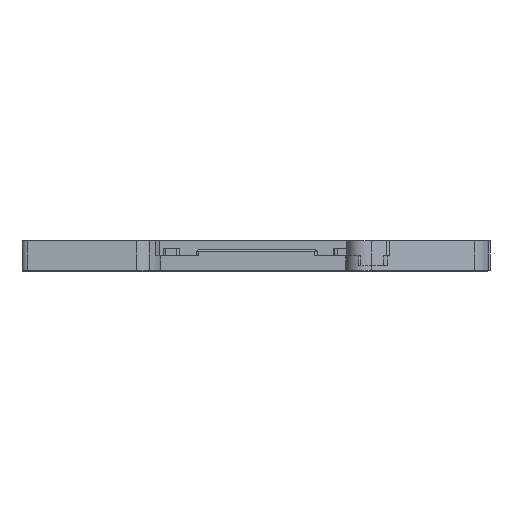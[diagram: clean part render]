
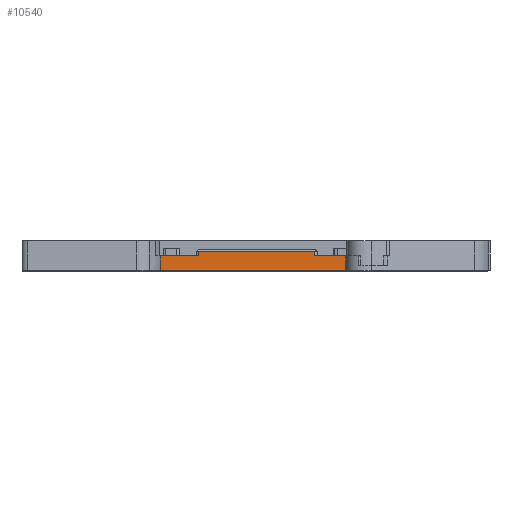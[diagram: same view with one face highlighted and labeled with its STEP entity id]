
A CAD part, front view. The second image highlights one B-rep face of the part: STEP entity #10540.
In plain terms, the highlighted planar face has unit normal (0, -1, 0).
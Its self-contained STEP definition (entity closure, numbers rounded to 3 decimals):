
#11 = CARTESIAN_POINT ( 'NONE',  ( -20.119, 0., 0.15 ) ) ;
#231 = DIRECTION ( 'NONE',  ( 0., 0., -1. ) ) ;
#371 = EDGE_CURVE ( 'NONE', #21341, #18656, #3061, .T. ) ;
#450 = DIRECTION ( 'NONE',  ( -1., 0., 0. ) ) ;
#532 = EDGE_CURVE ( 'NONE', #10088, #3142, #20181, .T. ) ;
#629 = CARTESIAN_POINT ( 'NONE',  ( -15.408, 0., 2.6 ) ) ;
#1112 = ORIENTED_EDGE ( 'NONE', *, *, #16274, .F. ) ;
#1141 = EDGE_CURVE ( 'NONE', #4687, #10395, #6303, .T. ) ;
#1287 = ORIENTED_EDGE ( 'NONE', *, *, #371, .T. ) ;
#1427 = ORIENTED_EDGE ( 'NONE', *, *, #14972, .T. ) ;
#1472 = CARTESIAN_POINT ( 'NONE',  ( -19.919, 0., -32.579 ) ) ;
#1862 = DIRECTION ( 'NONE',  ( -1., 0., 0. ) ) ;
#2005 = LINE ( 'NONE', #6329, #23726 ) ;
#2318 = DIRECTION ( 'NONE',  ( 0., 0., -1. ) ) ;
#2587 = EDGE_LOOP ( 'NONE', ( #18333, #9851, #1112, #10980, #22770, #2826, #14733, #1287, #23228, #15376, #14853, #1427, #18883, #5393, #20648, #9869 ) ) ;
#2759 = LINE ( 'NONE', #17466, #2933 ) ;
#2826 = ORIENTED_EDGE ( 'NONE', *, *, #22481, .T. ) ;
#2933 = VECTOR ( 'NONE', #450, 1000. ) ;
#2993 = CARTESIAN_POINT ( 'NONE',  ( -19.919, 0., 5.15 ) ) ;
#3025 = VECTOR ( 'NONE', #12543, 1000. ) ;
#3027 = LINE ( 'NONE', #25982, #14258 ) ;
#3061 = LINE ( 'NONE', #5077, #18789 ) ;
#3142 = VERTEX_POINT ( 'NONE', #2993 ) ;
#3291 = EDGE_CURVE ( 'NONE', #10395, #3142, #7308, .T. ) ;
#3509 = AXIS2_PLACEMENT_3D ( 'NONE', #23114, #21224, #7023 ) ;
#3595 = VERTEX_POINT ( 'NONE', #14840 ) ;
#4687 = VERTEX_POINT ( 'NONE', #12948 ) ;
#5077 = CARTESIAN_POINT ( 'NONE',  ( -19.919, 0., 3.4 ) ) ;
#5101 = EDGE_CURVE ( 'NONE', #14957, #16152, #17631, .T. ) ;
#5159 = DIRECTION ( 'NONE',  ( 0., 0., 1. ) ) ;
#5393 = ORIENTED_EDGE ( 'NONE', *, *, #1141, .T. ) ;
#5641 = VERTEX_POINT ( 'NONE', #13762 ) ;
#5847 = VECTOR ( 'NONE', #24507, 1000. ) ;
#6075 = CARTESIAN_POINT ( 'NONE',  ( 15.352, 0., 5.15 ) ) ;
#6170 = LINE ( 'NONE', #18450, #9940 ) ;
#6303 = LINE ( 'NONE', #14533, #21854 ) ;
#6329 = CARTESIAN_POINT ( 'NONE',  ( -19.919, 0., 2.6 ) ) ;
#6405 = CARTESIAN_POINT ( 'NONE',  ( 15.263, 0., 2.6 ) ) ;
#6849 = VERTEX_POINT ( 'NONE', #11 ) ;
#7023 = DIRECTION ( 'NONE',  ( -1., 0., 0. ) ) ;
#7119 = VECTOR ( 'NONE', #24528, 1000. ) ;
#7149 = VERTEX_POINT ( 'NONE', #14686 ) ;
#7308 = LINE ( 'NONE', #1472, #24523 ) ;
#7768 = DIRECTION ( 'NONE',  ( -1., 0., 0. ) ) ;
#8251 = VECTOR ( 'NONE', #231, 1000. ) ;
#8675 = VECTOR ( 'NONE', #7768, 1000. ) ;
#8734 = CARTESIAN_POINT ( 'NONE',  ( -14.728, 0., 2.6 ) ) ;
#9851 = ORIENTED_EDGE ( 'NONE', *, *, #18350, .F. ) ;
#9869 = ORIENTED_EDGE ( 'NONE', *, *, #532, .F. ) ;
#9940 = VECTOR ( 'NONE', #26689, 1000. ) ;
#10061 = EDGE_CURVE ( 'NONE', #18656, #14957, #22597, .T. ) ;
#10088 = VERTEX_POINT ( 'NONE', #14607 ) ;
#10118 = EDGE_CURVE ( 'NONE', #7149, #4687, #12185, .T. ) ;
#10147 = CARTESIAN_POINT ( 'NONE',  ( -9.821, 0., 3.7 ) ) ;
#10395 = VERTEX_POINT ( 'NONE', #14321 ) ;
#10479 = LINE ( 'NONE', #8734, #12303 ) ;
#10540 = ADVANCED_FACE ( 'NONE', ( #13088 ), #19564, .T. ) ;
#10867 = CARTESIAN_POINT ( 'NONE',  ( 9.677, 0., 2.6 ) ) ;
#10980 = ORIENTED_EDGE ( 'NONE', *, *, #16673, .T. ) ;
#11659 = LINE ( 'NONE', #22078, #17318 ) ;
#12114 = VECTOR ( 'NONE', #2318, 1000. ) ;
#12185 = LINE ( 'NONE', #20555, #22485 ) ;
#12303 = VECTOR ( 'NONE', #23193, 1000. ) ;
#12543 = DIRECTION ( 'NONE',  ( 0., 0., -1. ) ) ;
#12682 = EDGE_CURVE ( 'NONE', #6849, #10088, #14261, .T. ) ;
#12948 = CARTESIAN_POINT ( 'NONE',  ( -18.607, 0., 2.6 ) ) ;
#13088 = FACE_OUTER_BOUND ( 'NONE', #2587, .T. ) ;
#13548 = VERTEX_POINT ( 'NONE', #629 ) ;
#13755 = CARTESIAN_POINT ( 'NONE',  ( -9.821, 0., 2.6 ) ) ;
#13762 = CARTESIAN_POINT ( 'NONE',  ( 15.352, 0., 0.15 ) ) ;
#14258 = VECTOR ( 'NONE', #25843, 1000. ) ;
#14261 = LINE ( 'NONE', #26550, #7119 ) ;
#14308 = LINE ( 'NONE', #6075, #3025 ) ;
#14321 = CARTESIAN_POINT ( 'NONE',  ( -19.919, 0., 2.6 ) ) ;
#14533 = CARTESIAN_POINT ( 'NONE',  ( -14.728, 0., 2.6 ) ) ;
#14607 = CARTESIAN_POINT ( 'NONE',  ( -20.119, 0., 5.15 ) ) ;
#14686 = CARTESIAN_POINT ( 'NONE',  ( -17.007, 0., 2.6 ) ) ;
#14733 = ORIENTED_EDGE ( 'NONE', *, *, #21447, .F. ) ;
#14840 = CARTESIAN_POINT ( 'NONE',  ( 13.382, 0., 2.6 ) ) ;
#14853 = ORIENTED_EDGE ( 'NONE', *, *, #23385, .T. ) ;
#14957 = VERTEX_POINT ( 'NONE', #13755 ) ;
#14972 = EDGE_CURVE ( 'NONE', #13548, #7149, #10479, .T. ) ;
#15376 = ORIENTED_EDGE ( 'NONE', *, *, #5101, .T. ) ;
#15917 = VERTEX_POINT ( 'NONE', #22716 ) ;
#16063 = CARTESIAN_POINT ( 'NONE',  ( -13.526, 0., 2.6 ) ) ;
#16152 = VERTEX_POINT ( 'NONE', #16063 ) ;
#16274 = EDGE_CURVE ( 'NONE', #15917, #5641, #14308, .T. ) ;
#16372 = DIRECTION ( 'NONE',  ( -1., 0., 0. ) ) ;
#16673 = EDGE_CURVE ( 'NONE', #15917, #18248, #6170, .T. ) ;
#17318 = VECTOR ( 'NONE', #23576, 1000. ) ;
#17466 = CARTESIAN_POINT ( 'NONE',  ( -15.352, 0., 0.15 ) ) ;
#17631 = LINE ( 'NONE', #26012, #8675 ) ;
#17890 = CARTESIAN_POINT ( 'NONE',  ( -19.919, 0., 5.15 ) ) ;
#18248 = VERTEX_POINT ( 'NONE', #6405 ) ;
#18328 = DIRECTION ( 'NONE',  ( -1., 0., 0. ) ) ;
#18333 = ORIENTED_EDGE ( 'NONE', *, *, #12682, .F. ) ;
#18350 = EDGE_CURVE ( 'NONE', #5641, #6849, #2759, .T. ) ;
#18450 = CARTESIAN_POINT ( 'NONE',  ( -14.728, 0., 2.6 ) ) ;
#18656 = VERTEX_POINT ( 'NONE', #26495 ) ;
#18789 = VECTOR ( 'NONE', #21426, 1000. ) ;
#18883 = ORIENTED_EDGE ( 'NONE', *, *, #10118, .T. ) ;
#19564 = PLANE ( 'NONE',  #3509 ) ;
#20181 = LINE ( 'NONE', #17890, #5847 ) ;
#20272 = EDGE_CURVE ( 'NONE', #18248, #3595, #2005, .T. ) ;
#20555 = CARTESIAN_POINT ( 'NONE',  ( -19.919, 0., 2.6 ) ) ;
#20648 = ORIENTED_EDGE ( 'NONE', *, *, #3291, .T. ) ;
#20794 = CARTESIAN_POINT ( 'NONE',  ( 9.677, 0., 3.7 ) ) ;
#21224 = DIRECTION ( 'NONE',  ( 0., -1., 0. ) ) ;
#21341 = VERTEX_POINT ( 'NONE', #25979 ) ;
#21426 = DIRECTION ( 'NONE',  ( -1., 0., 0. ) ) ;
#21447 = EDGE_CURVE ( 'NONE', #21341, #22331, #24445, .T. ) ;
#21854 = VECTOR ( 'NONE', #18328, 1000. ) ;
#22078 = CARTESIAN_POINT ( 'NONE',  ( -19.919, 0., 2.6 ) ) ;
#22331 = VERTEX_POINT ( 'NONE', #10867 ) ;
#22481 = EDGE_CURVE ( 'NONE', #3595, #22331, #3027, .T. ) ;
#22485 = VECTOR ( 'NONE', #16372, 1000. ) ;
#22597 = LINE ( 'NONE', #10147, #12114 ) ;
#22716 = CARTESIAN_POINT ( 'NONE',  ( 15.352, 0., 2.6 ) ) ;
#22770 = ORIENTED_EDGE ( 'NONE', *, *, #20272, .T. ) ;
#23114 = CARTESIAN_POINT ( 'NONE',  ( -19.919, 0., -32.579 ) ) ;
#23193 = DIRECTION ( 'NONE',  ( -1., 0., 0. ) ) ;
#23228 = ORIENTED_EDGE ( 'NONE', *, *, #10061, .T. ) ;
#23385 = EDGE_CURVE ( 'NONE', #16152, #13548, #11659, .T. ) ;
#23576 = DIRECTION ( 'NONE',  ( -1., 0., 0. ) ) ;
#23726 = VECTOR ( 'NONE', #1862, 1000. ) ;
#24445 = LINE ( 'NONE', #20794, #8251 ) ;
#24507 = DIRECTION ( 'NONE',  ( 1., 0., 0. ) ) ;
#24523 = VECTOR ( 'NONE', #5159, 1000. ) ;
#24528 = DIRECTION ( 'NONE',  ( 0., 0., 1. ) ) ;
#25843 = DIRECTION ( 'NONE',  ( -1., 0., 0. ) ) ;
#25979 = CARTESIAN_POINT ( 'NONE',  ( 9.677, 0., 3.4 ) ) ;
#25982 = CARTESIAN_POINT ( 'NONE',  ( -14.728, 0., 2.6 ) ) ;
#26012 = CARTESIAN_POINT ( 'NONE',  ( -14.728, 0., 2.6 ) ) ;
#26495 = CARTESIAN_POINT ( 'NONE',  ( -9.821, 0., 3.4 ) ) ;
#26550 = CARTESIAN_POINT ( 'NONE',  ( -20.119, 0., -32.579 ) ) ;
#26689 = DIRECTION ( 'NONE',  ( -1., 0., 0. ) ) ;
